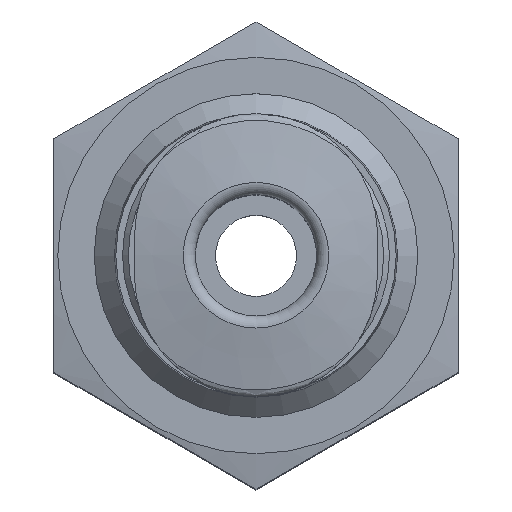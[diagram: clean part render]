
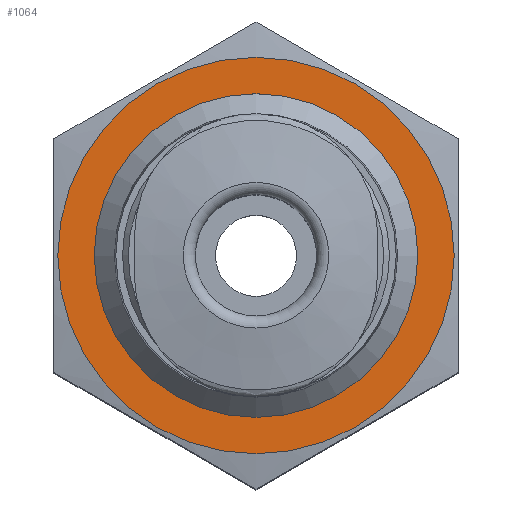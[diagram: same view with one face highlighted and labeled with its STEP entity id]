
A CAD part, top view. The second image highlights one B-rep face of the part: STEP entity #1064.
In plain terms, the highlighted face is planar.
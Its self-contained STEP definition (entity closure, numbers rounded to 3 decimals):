
#97=PLANE('',#1168);
#294=ORIENTED_EDGE('',*,*,#408,.F.);
#295=ORIENTED_EDGE('',*,*,#401,.T.);
#401=EDGE_CURVE('',#480,#480,#527,.T.);
#408=EDGE_CURVE('',#487,#487,#528,.T.);
#480=VERTEX_POINT('',#1664);
#487=VERTEX_POINT('',#1699);
#527=CIRCLE('',#1167,4.9);
#528=CIRCLE('',#1169,4.);
#607=EDGE_LOOP('',(#294));
#608=EDGE_LOOP('',(#295));
#697=FACE_BOUND('',#607,.T.);
#698=FACE_BOUND('',#608,.T.);
#1064=ADVANCED_FACE('',(#697,#698),#97,.F.);
#1167=AXIS2_PLACEMENT_3D('',#1663,#1361,#1362);
#1168=AXIS2_PLACEMENT_3D('',#1697,#1363,#1364);
#1169=AXIS2_PLACEMENT_3D('',#1698,#1365,#1366);
#1361=DIRECTION('',(1.,0.,0.));
#1362=DIRECTION('',(0.,0.,-1.));
#1363=DIRECTION('',(-1.,0.,0.));
#1364=DIRECTION('',(0.,0.,1.));
#1365=DIRECTION('',(1.,0.,0.));
#1366=DIRECTION('',(0.,0.,-1.));
#1663=CARTESIAN_POINT('',(2.5,0.,0.));
#1664=CARTESIAN_POINT('',(2.5,0.,-4.9));
#1697=CARTESIAN_POINT('',(2.5,4.9,0.));
#1698=CARTESIAN_POINT('',(2.5,0.,0.));
#1699=CARTESIAN_POINT('',(2.5,0.,-4.));
